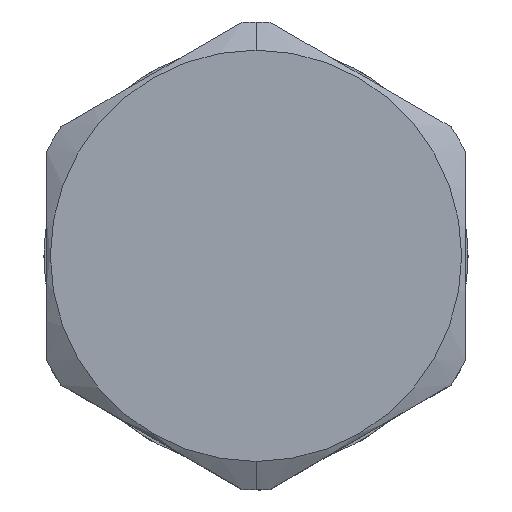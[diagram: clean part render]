
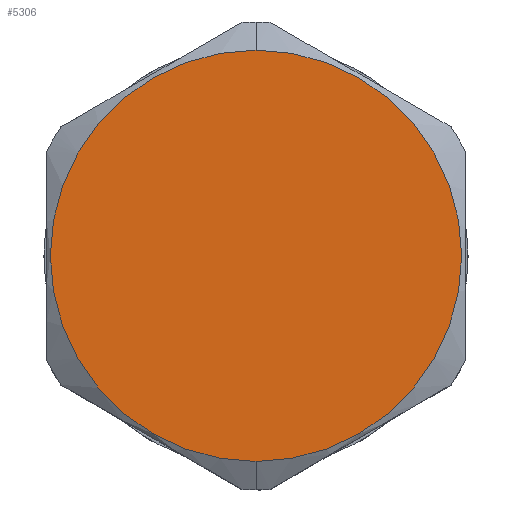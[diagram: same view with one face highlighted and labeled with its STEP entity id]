
A CAD part, top view. The second image highlights one B-rep face of the part: STEP entity #5306.
In plain terms, the highlighted planar face has unit normal (0, 0, 1).
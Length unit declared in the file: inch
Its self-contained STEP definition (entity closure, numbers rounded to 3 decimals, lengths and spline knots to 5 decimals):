
#1905=CARTESIAN_POINT('',(0.,0.,3.1545));
#1906=DIRECTION('',(0.,0.,1.));
#1907=DIRECTION('',(0.,-1.,0.));
#1908=AXIS2_PLACEMENT_3D('',#1905,#1906,#1907);
#1910=CARTESIAN_POINT('',(0.,0.,3.1545));
#1911=DIRECTION('',(0.,0.,1.));
#1912=DIRECTION('',(0.,1.,0.));
#1913=AXIS2_PLACEMENT_3D('',#1910,#1911,#1912);
#2241=CARTESIAN_POINT('',(0.,-0.43,3.1545));
#2242=CARTESIAN_POINT('',(0.,0.43,3.1545));
#2243=VERTEX_POINT('',#2241);
#2244=VERTEX_POINT('',#2242);
#5297=CARTESIAN_POINT('',(0.,0.,3.1545));
#5298=DIRECTION('',(0.,0.,1.));
#5299=DIRECTION('',(0.,1.,0.));
#5300=AXIS2_PLACEMENT_3D('',#5297,#5298,#5299);
#5301=PLANE('',#5300);
#5302=ORIENTED_EDGE('',*,*,#5152,.F.);
#5303=ORIENTED_EDGE('',*,*,#5180,.F.);
#5304=EDGE_LOOP('',(#5302,#5303));
#5305=FACE_OUTER_BOUND('',#5304,.F.);
#5306=ADVANCED_FACE('',(#5305),#5301,.T.);
#1909=CIRCLE('',#1908,0.43);
#1914=CIRCLE('',#1913,0.43);
#5152=EDGE_CURVE('',#2243,#2244,#1909,.T.);
#5180=EDGE_CURVE('',#2244,#2243,#1914,.T.);
